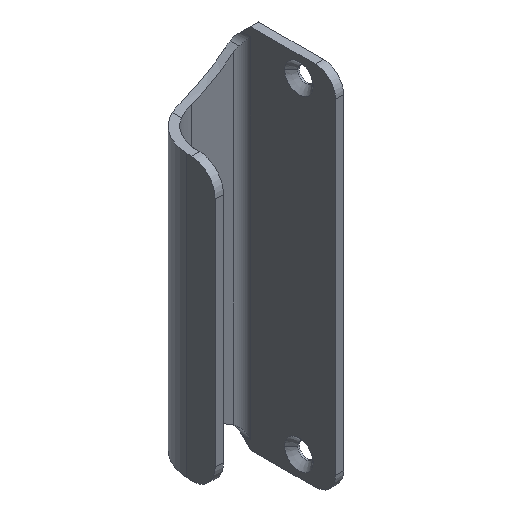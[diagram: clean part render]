
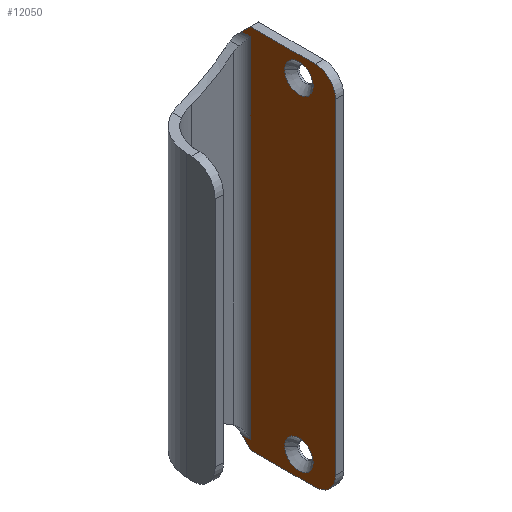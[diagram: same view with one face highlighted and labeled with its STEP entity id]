
A CAD part, isometric view. The second image highlights one B-rep face of the part: STEP entity #12050.
In plain terms, the highlighted face is planar.
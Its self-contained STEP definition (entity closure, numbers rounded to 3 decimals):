
#1290=CARTESIAN_POINT('',(2.,0.,-85.099));
#1300=VERTEX_POINT('',#1290);
#1350=CARTESIAN_POINT('',(2.,0.,-90.099));
#1360=DIRECTION('',(0.,0.,1.));
#1370=VECTOR('',#1360,1.);
#1380=LINE('',#1350,#1370);
#1390=CARTESIAN_POINT('',(2.,0.,-5.099));
#1400=VERTEX_POINT('',#1390);
#1410=EDGE_CURVE('',#1300,#1400,#1380,.T.);
#4220=CARTESIAN_POINT('',(2.,-23.058,-87.923));
#4230=VERTEX_POINT('',#4220);
#4260=CARTESIAN_POINT('',(2.,-20.965,
-90.016));
#4270=DIRECTION('',(0.,0.707,-0.707));
#4280=VECTOR('',#4270,1.);
#4290=LINE('',#4260,#4280);
#4300=CARTESIAN_POINT('',(2.,-20.882,-90.099));
#4310=VERTEX_POINT('',#4300);
#4320=EDGE_CURVE('',#4230,#4310,#4290,.T.);
#4560=CARTESIAN_POINT('',(2.,-5.,-85.099));
#4570=DIRECTION('',(-1.,0.,0.));
#4580=DIRECTION('',(0.,1.,0.));
#4590=AXIS2_PLACEMENT_3D('',#4560,#4570,#4580);
#4600=CIRCLE('',#4590,5.);
#4610=CARTESIAN_POINT('',(2.,-5.,-90.099));
#4620=VERTEX_POINT('',#4610);
#4630=EDGE_CURVE('',#1300,#4620,#4600,.T.);
#8220=CARTESIAN_POINT('',(2.,-20.917,
-87.923));
#8230=VERTEX_POINT('',#8220);
#8260=CARTESIAN_POINT('',(2.,-27.409,-87.923));
#8270=DIRECTION('',(0.,1.,0.));
#8280=VECTOR('',#8270,1.);
#8290=LINE('',#8260,#8280);
#8300=EDGE_CURVE('',#4230,#8230,#8290,.T.);
#8410=CARTESIAN_POINT('',(2.,0.,-90.099));
#8420=DIRECTION('',(0.,-1.,0.));
#8430=VECTOR('',#8420,1.);
#8440=LINE('',#8410,#8430);
#8450=EDGE_CURVE('',#4620,#4310,#8440,.T.);
#8880=CARTESIAN_POINT('',(2.,-5.5,-5.098));
#8890=VERTEX_POINT('',#8880);
#9090=CARTESIAN_POINT('',(2.,-12.5,-5.098));
#9100=VERTEX_POINT('',#9090);
#9130=CARTESIAN_POINT('',(2.,-9.,-5.098));
#9140=DIRECTION('',(1.,0.,0.));
#9150=DIRECTION('',(0.,1.,0.));
#9160=AXIS2_PLACEMENT_3D('',#9130,#9140,#9150);
#9170=CIRCLE('',#9160,3.5);
#9180=CARTESIAN_POINT('',(2.,-9.,-1.598));
#9190=VERTEX_POINT('',#9180);
#9200=EDGE_CURVE('',#9190,#9100,#9170,.T.);
#9220=EDGE_CURVE('',#8890,#9190,#9170,.T.);
#9590=CARTESIAN_POINT('',(2.,-20.917,0.));
#9600=DIRECTION('',(0.,0.,-1.));
#9610=VECTOR('',#9600,1.);
#9620=LINE('',#9590,#9610);
#9630=CARTESIAN_POINT('',(2.,-20.917,
-2.275));
#9640=VERTEX_POINT('',#9630);
#9650=EDGE_CURVE('',#9640,#8230,#9620,.T.);
#10680=CARTESIAN_POINT('',(2.,-9.,-85.099));
#10690=DIRECTION('',(-1.,0.,0.));
#10700=DIRECTION('',(0.,1.,0.));
#10710=AXIS2_PLACEMENT_3D('',#10680,#10690,#10700);
#10720=CIRCLE('',#10710,3.5);
#10730=CARTESIAN_POINT('',(2.,-9.,-88.599));
#10740=VERTEX_POINT('',#10730);
#10750=CARTESIAN_POINT('',(2.,-12.5,-85.099));
#10760=VERTEX_POINT('',#10750);
#10770=EDGE_CURVE('',#10740,#10760,#10720,.T.);
#11040=CARTESIAN_POINT('',(2.,-5.5,-85.099));
#11050=VERTEX_POINT('',#11040);
#11080=EDGE_CURVE('',#11050,#10740,#10720,.T.);
#11490=CARTESIAN_POINT('',(2.,-27.409,-3.599));
#11500=DIRECTION('',(1.,0.,-0.));
#11510=DIRECTION('',(0.,0.,1.));
#11520=AXIS2_PLACEMENT_3D('',#11490,#11500,#11510);
#11530=PLANE('',#11520);
#11540=ORIENTED_EDGE('',*,*,#9200,.F.);
#11550=EDGE_CURVE('',#9100,#8890,#9170,.T.);
#11560=ORIENTED_EDGE('',*,*,#11550,.F.);
#11570=ORIENTED_EDGE('',*,*,#9220,.F.);
#11580=EDGE_LOOP('',(#11570,#11560,#11540));
#11590=FACE_BOUND('',#11580,.T.);
#11600=CARTESIAN_POINT('',(2.,-27.409,-2.275));
#11610=DIRECTION('',(0.,1.,0.));
#11620=VECTOR('',#11610,1.);
#11630=LINE('',#11600,#11620);
#11640=CARTESIAN_POINT('',(2.,-23.058,-2.275));
#11650=VERTEX_POINT('',#11640);
#11660=EDGE_CURVE('',#11650,#9640,#11630,.T.);
#11670=ORIENTED_EDGE('',*,*,#11660,.T.);
#11680=CARTESIAN_POINT('',(2.,-20.965,
-0.182));
#11690=DIRECTION('',(0.,0.707,0.707));
#11700=VECTOR('',#11690,1.);
#11710=LINE('',#11680,#11700);
#11720=CARTESIAN_POINT('',(2.,-20.882,-0.099));
#11730=VERTEX_POINT('',#11720);
#11740=EDGE_CURVE('',#11650,#11730,#11710,.T.);
#11750=ORIENTED_EDGE('',*,*,#11740,.F.);
#11760=CARTESIAN_POINT('',(2.,0.,-0.099));
#11770=DIRECTION('',(0.,-1.,0.));
#11780=VECTOR('',#11770,1.);
#11790=LINE('',#11760,#11780);
#11800=CARTESIAN_POINT('',(2.,-5.,-0.099));
#11810=VERTEX_POINT('',#11800);
#11820=EDGE_CURVE('',#11810,#11730,#11790,.T.);
#11830=ORIENTED_EDGE('',*,*,#11820,.T.);
#11840=CARTESIAN_POINT('',(2.,-5.,-5.099));
#11850=DIRECTION('',(1.,0.,0.));
#11860=DIRECTION('',(0.,1.,0.));
#11870=AXIS2_PLACEMENT_3D('',#11840,#11850,#11860);
#11880=CIRCLE('',#11870,5.);
#11890=EDGE_CURVE('',#1400,#11810,#11880,.T.);
#11900=ORIENTED_EDGE('',*,*,#11890,.T.);
#11910=ORIENTED_EDGE('',*,*,#1410,.T.);
#11920=ORIENTED_EDGE('',*,*,#4630,.F.);
#11930=ORIENTED_EDGE('',*,*,#8450,.F.);
#11940=ORIENTED_EDGE('',*,*,#4320,.T.);
#11950=ORIENTED_EDGE('',*,*,#8300,.F.);
#11960=ORIENTED_EDGE('',*,*,#9650,.T.);
#11970=EDGE_LOOP('',(#11960,#11950,#11940,#11930,#11920,#11910,#11900,
#11830,#11750,#11670));
#11980=FACE_OUTER_BOUND('',#11970,.T.);
#11990=EDGE_CURVE('',#10760,#11050,#10720,.T.);
#12000=ORIENTED_EDGE('',*,*,#11990,.T.);
#12010=ORIENTED_EDGE('',*,*,#10770,.T.);
#12020=ORIENTED_EDGE('',*,*,#11080,.T.);
#12030=EDGE_LOOP('',(#12020,#12010,#12000));
#12040=FACE_BOUND('',#12030,.T.);
#12050=ADVANCED_FACE('',(#11590,#11980,#12040),#11530,.T.);
